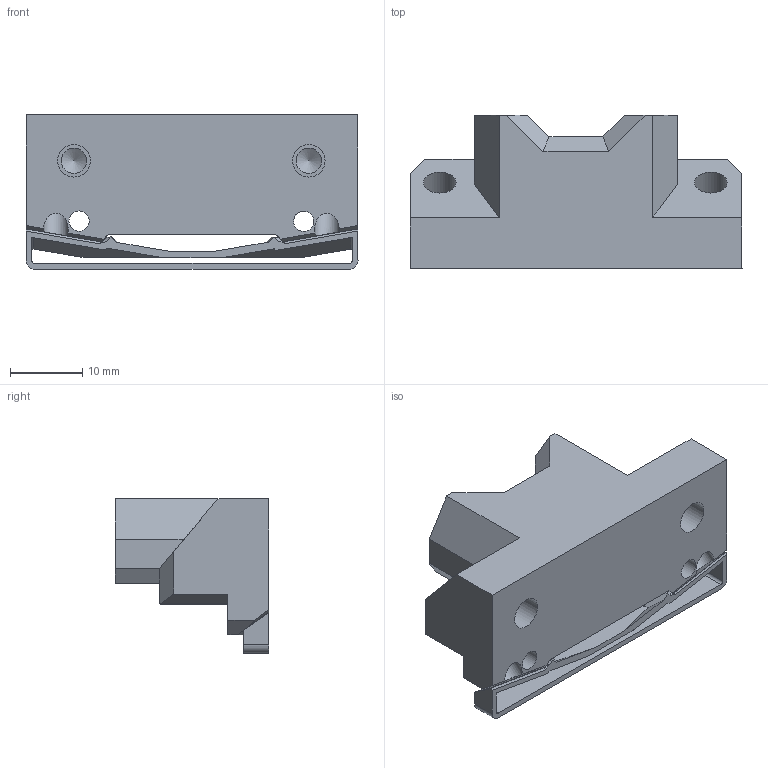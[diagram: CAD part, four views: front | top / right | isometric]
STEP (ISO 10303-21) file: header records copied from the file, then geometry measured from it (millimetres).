
FILE_DESCRIPTION(('FreeCAD Model'),'2;1');
FILE_NAME('Open CASCADE Shape Model','2024-08-05T20:19:02',(''),(''), 'Open CASCADE STEP processor 7.6','FreeCAD','Unknown');
FILE_SCHEMA(('AUTOMOTIVE_DESIGN { 1 0 10303 214 1 1 1 1 }'));
Length unit declared in the file: millimetre
Products named in the file (3): Upper; Upper-Body; Support-Body001
Assembly tree (2 placements, depth 2):
  Upper
    Upper-Body
    Support-Body001
Bounding box: 45.8 x 21.2 x 21.31 mm (x, y, z)
Volume: 8815.6 mm3; surface area: 5548.6 mm2
Topology: 2 solids, 2 shells, 111 faces, 304 edges, 201 vertices
Faces by surface type: plane 87, cylinder 22, cone 2
Full cylindrical faces by diameter (mm): 2.8 x2, 2.9 x2, 3.4 x2, 3.5 x2, 4.5 x4
Entity records: 7832 total; most frequent: CARTESIAN_POINT 1658, DIRECTION 1145, LINE 777, VECTOR 777, ORIENTED_EDGE 604, PCURVE 604, DEFINITIONAL_REPRESENTATION 604, EDGE_CURVE 302
